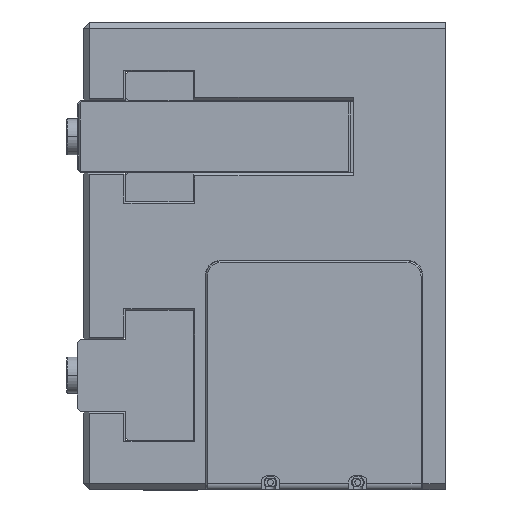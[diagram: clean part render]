
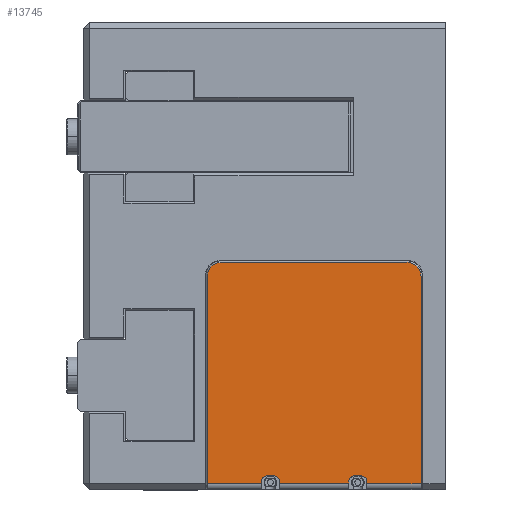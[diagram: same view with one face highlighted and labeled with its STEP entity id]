
A CAD part, left-side view. The second image highlights one B-rep face of the part: STEP entity #13745.
In plain terms, the highlighted face is planar.
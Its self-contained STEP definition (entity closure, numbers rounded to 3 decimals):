
#19 = AXIS2_PLACEMENT_3D ( 'NONE', #31381, #11955, #14445 ) ;
#51 = CIRCLE ( 'NONE', #1805, 2. ) ;
#179 = ORIENTED_EDGE ( 'NONE', *, *, #1261, .T. ) ;
#802 = CARTESIAN_POINT ( 'NONE',  ( 0., 0., 7. ) ) ;
#1236 = DIRECTION ( 'NONE',  ( 1., 0., 0. ) ) ;
#1261 = EDGE_CURVE ( 'NONE', #30454, #10266, #12032, .T. ) ;
#1479 = LINE ( 'NONE', #31292, #29390 ) ;
#1805 = AXIS2_PLACEMENT_3D ( 'NONE', #3072, #8077, #10547 ) ;
#1881 = CARTESIAN_POINT ( 'NONE',  ( -35.3, -11.5, 7. ) ) ;
#2061 = DIRECTION ( 'NONE',  ( 0., 0., 1. ) ) ;
#2284 = CARTESIAN_POINT ( 'NONE',  ( 32.7, 30.7, 7. ) ) ;
#3072 = CARTESIAN_POINT ( 'NONE',  ( -35.3, -15.5, 7. ) ) ;
#3086 = DIRECTION ( 'NONE',  ( 0., 0., -1. ) ) ;
#3171 = CARTESIAN_POINT ( 'NONE',  ( -35.9, 11.5, 7. ) ) ;
#3205 = EDGE_CURVE ( 'NONE', #26161, #18616, #23549, .T. ) ;
#3507 = VECTOR ( 'NONE', #27684, 1000. ) ;
#3530 = ORIENTED_EDGE ( 'NONE', *, *, #6293, .F. ) ;
#3994 = LINE ( 'NONE', #16337, #8280 ) ;
#4364 = LINE ( 'NONE', #14387, #23344 ) ;
#4439 = CIRCLE ( 'NONE', #19, 4.7 ) ;
#4568 = VERTEX_POINT ( 'NONE', #7558 ) ;
#4651 = CARTESIAN_POINT ( 'NONE',  ( 32.7, -35.4, 7. ) ) ;
#4838 = CARTESIAN_POINT ( 'NONE',  ( -35.9, -11.5, 7. ) ) ;
#5429 = CARTESIAN_POINT ( 'NONE',  ( -33.3, 13.5, 7. ) ) ;
#5436 = VERTEX_POINT ( 'NONE', #1881 ) ;
#5844 = DIRECTION ( 'NONE',  ( 0., 0., -1. ) ) ;
#6092 = DIRECTION ( 'NONE',  ( -1., 0., 0. ) ) ;
#6293 = EDGE_CURVE ( 'NONE', #5436, #17834, #15243, .T. ) ;
#6313 = DIRECTION ( 'NONE',  ( 0., 1., 0. ) ) ;
#6760 = ORIENTED_EDGE ( 'NONE', *, *, #23074, .T. ) ;
#7150 = DIRECTION ( 'NONE',  ( 0., 0., -1. ) ) ;
#7204 = CARTESIAN_POINT ( 'NONE',  ( -35.9, 17.5, 7. ) ) ;
#7558 = CARTESIAN_POINT ( 'NONE',  ( -33.3, -15.5, 7. ) ) ;
#7961 = AXIS2_PLACEMENT_3D ( 'NONE', #22816, #3086, #22907 ) ;
#8015 = EDGE_CURVE ( 'NONE', #4568, #14673, #18407, .T. ) ;
#8077 = DIRECTION ( 'NONE',  ( 0., 0., -1. ) ) ;
#8269 = VERTEX_POINT ( 'NONE', #22974 ) ;
#8280 = VECTOR ( 'NONE', #6313, 1000. ) ;
#8528 = DIRECTION ( 'NONE',  ( -1., 0., 0. ) ) ;
#8615 = VECTOR ( 'NONE', #30027, 1000. ) ;
#8634 = CARTESIAN_POINT ( 'NONE',  ( -33.3, -17.5, 7. ) ) ;
#8961 = AXIS2_PLACEMENT_3D ( 'NONE', #14565, #7150, #17489 ) ;
#9057 = VECTOR ( 'NONE', #1236, 1000. ) ;
#9218 = CARTESIAN_POINT ( 'NONE',  ( -35.9, -35.4, 7. ) ) ;
#9471 = DIRECTION ( 'NONE',  ( -1., 0., 0. ) ) ;
#9503 = CARTESIAN_POINT ( 'NONE',  ( -42.5, -11.5, 7. ) ) ;
#9641 = ORIENTED_EDGE ( 'NONE', *, *, #18718, .T. ) ;
#10007 = ORIENTED_EDGE ( 'NONE', *, *, #14651, .T. ) ;
#10021 = DIRECTION ( 'NONE',  ( 1., 0., 0. ) ) ;
#10113 = EDGE_CURVE ( 'NONE', #31576, #15596, #21511, .T. ) ;
#10262 = CARTESIAN_POINT ( 'NONE',  ( -33.3, 15.5, 7. ) ) ;
#10266 = VERTEX_POINT ( 'NONE', #25460 ) ;
#10547 = DIRECTION ( 'NONE',  ( -1., 0., 0. ) ) ;
#10622 = DIRECTION ( 'NONE',  ( -1., 0., 0. ) ) ;
#10667 = DIRECTION ( 'NONE',  ( 1., 0., 0. ) ) ;
#10745 = CARTESIAN_POINT ( 'NONE',  ( -35.9, 0., 7. ) ) ;
#11309 = DIRECTION ( 'NONE',  ( 0., -1., 0. ) ) ;
#11955 = DIRECTION ( 'NONE',  ( 0., 0., 1. ) ) ;
#12032 = CIRCLE ( 'NONE', #21988, 4.7 ) ;
#12196 = VECTOR ( 'NONE', #15763, 1000. ) ;
#12578 = VERTEX_POINT ( 'NONE', #10262 ) ;
#12860 = CARTESIAN_POINT ( 'NONE',  ( -42.5, 11.5, 7. ) ) ;
#12923 = ORIENTED_EDGE ( 'NONE', *, *, #17448, .T. ) ;
#13067 = VERTEX_POINT ( 'NONE', #7204 ) ;
#13096 = CARTESIAN_POINT ( 'NONE',  ( -42.5, -17.5, 7. ) ) ;
#13614 = CARTESIAN_POINT ( 'NONE',  ( -35.3, -17.5, 7. ) ) ;
#13646 = EDGE_CURVE ( 'NONE', #26161, #20909, #14035, .T. ) ;
#13681 = PLANE ( 'NONE',  #22440 ) ;
#13733 = ORIENTED_EDGE ( 'NONE', *, *, #14693, .T. ) ;
#13745 = ADVANCED_FACE ( 'NONE', ( #26352 ), #13681, .F. ) ;
#14035 = LINE ( 'NONE', #25543, #3507 ) ;
#14387 = CARTESIAN_POINT ( 'NONE',  ( -33.3, 17.5, 7. ) ) ;
#14445 = DIRECTION ( 'NONE',  ( -1., 0., 0. ) ) ;
#14565 = CARTESIAN_POINT ( 'NONE',  ( -35.3, -13.5, 7. ) ) ;
#14583 = VERTEX_POINT ( 'NONE', #5429 ) ;
#14651 = EDGE_CURVE ( 'NONE', #10266, #17093, #15941, .T. ) ;
#14673 = VERTEX_POINT ( 'NONE', #18597 ) ;
#14693 = EDGE_CURVE ( 'NONE', #17093, #13067, #1479, .T. ) ;
#15243 = LINE ( 'NONE', #9503, #8615 ) ;
#15547 = CARTESIAN_POINT ( 'NONE',  ( -35.3, 15.5, 7. ) ) ;
#15596 = VERTEX_POINT ( 'NONE', #27678 ) ;
#15763 = DIRECTION ( 'NONE',  ( 0., -1., 0. ) ) ;
#15869 = VECTOR ( 'NONE', #10667, 1000. ) ;
#15941 = LINE ( 'NONE', #25671, #29028 ) ;
#16080 = ORIENTED_EDGE ( 'NONE', *, *, #13646, .T. ) ;
#16337 = CARTESIAN_POINT ( 'NONE',  ( 37.4, 0., 7. ) ) ;
#16617 = ORIENTED_EDGE ( 'NONE', *, *, #8015, .F. ) ;
#16859 = VECTOR ( 'NONE', #18419, 1000. ) ;
#17093 = VERTEX_POINT ( 'NONE', #28973 ) ;
#17448 = EDGE_CURVE ( 'NONE', #14583, #15596, #19612, .T. ) ;
#17489 = DIRECTION ( 'NONE',  ( -1., 0., 0. ) ) ;
#17783 = EDGE_CURVE ( 'NONE', #28388, #8269, #4439, .T. ) ;
#17813 = ORIENTED_EDGE ( 'NONE', *, *, #27466, .T. ) ;
#17834 = VERTEX_POINT ( 'NONE', #4838 ) ;
#18407 = LINE ( 'NONE', #8634, #16859 ) ;
#18411 = CARTESIAN_POINT ( 'NONE',  ( -42.5, 17.5, 7. ) ) ;
#18419 = DIRECTION ( 'NONE',  ( 0., 1., 0. ) ) ;
#18597 = CARTESIAN_POINT ( 'NONE',  ( -33.3, -13.5, 7. ) ) ;
#18616 = VERTEX_POINT ( 'NONE', #13614 ) ;
#18718 = EDGE_CURVE ( 'NONE', #8269, #30454, #3994, .T. ) ;
#19019 = CARTESIAN_POINT ( 'NONE',  ( -35.9, -17.5, 7. ) ) ;
#19612 = CIRCLE ( 'NONE', #7961, 2. ) ;
#20146 = ORIENTED_EDGE ( 'NONE', *, *, #31700, .F. ) ;
#20174 = ORIENTED_EDGE ( 'NONE', *, *, #17783, .T. ) ;
#20791 = ORIENTED_EDGE ( 'NONE', *, *, #20815, .T. ) ;
#20815 = EDGE_CURVE ( 'NONE', #31576, #17834, #29145, .T. ) ;
#20909 = VERTEX_POINT ( 'NONE', #9218 ) ;
#21097 = ORIENTED_EDGE ( 'NONE', *, *, #23280, .T. ) ;
#21431 = ORIENTED_EDGE ( 'NONE', *, *, #27097, .T. ) ;
#21511 = LINE ( 'NONE', #12860, #22303 ) ;
#21988 = AXIS2_PLACEMENT_3D ( 'NONE', #2284, #2061, #9471 ) ;
#22230 = LINE ( 'NONE', #28642, #9057 ) ;
#22303 = VECTOR ( 'NONE', #10021, 1000. ) ;
#22440 = AXIS2_PLACEMENT_3D ( 'NONE', #802, #5844, #23598 ) ;
#22816 = CARTESIAN_POINT ( 'NONE',  ( -35.3, 13.5, 7. ) ) ;
#22839 = EDGE_LOOP ( 'NONE', ( #16080, #6760, #20174, #9641, #179, #10007, #13733, #28063, #21431, #20146, #12923, #27700, #20791, #3530, #17813, #16617, #21097, #22900 ) ) ;
#22900 = ORIENTED_EDGE ( 'NONE', *, *, #3205, .F. ) ;
#22907 = DIRECTION ( 'NONE',  ( -1., 0., 0. ) ) ;
#22974 = CARTESIAN_POINT ( 'NONE',  ( 37.4, -30.7, 7. ) ) ;
#23006 = LINE ( 'NONE', #18411, #26096 ) ;
#23074 = EDGE_CURVE ( 'NONE', #20909, #28388, #22230, .T. ) ;
#23280 = EDGE_CURVE ( 'NONE', #4568, #18616, #51, .T. ) ;
#23344 = VECTOR ( 'NONE', #31633, 1000. ) ;
#23430 = VERTEX_POINT ( 'NONE', #28799 ) ;
#23549 = LINE ( 'NONE', #13096, #15869 ) ;
#23598 = DIRECTION ( 'NONE',  ( -1., 0., 0. ) ) ;
#25460 = CARTESIAN_POINT ( 'NONE',  ( 32.7, 35.4, 7. ) ) ;
#25543 = CARTESIAN_POINT ( 'NONE',  ( -35.9, 0., 7. ) ) ;
#25671 = CARTESIAN_POINT ( 'NONE',  ( 0., 35.4, 7. ) ) ;
#25777 = CIRCLE ( 'NONE', #28833, 2. ) ;
#26096 = VECTOR ( 'NONE', #8528, 1000. ) ;
#26161 = VERTEX_POINT ( 'NONE', #19019 ) ;
#26352 = FACE_OUTER_BOUND ( 'NONE', #22839, .T. ) ;
#27097 = EDGE_CURVE ( 'NONE', #23430, #12578, #25777, .T. ) ;
#27466 = EDGE_CURVE ( 'NONE', #5436, #14673, #29994, .T. ) ;
#27678 = CARTESIAN_POINT ( 'NONE',  ( -35.3, 11.5, 7. ) ) ;
#27684 = DIRECTION ( 'NONE',  ( 0., -1., 0. ) ) ;
#27700 = ORIENTED_EDGE ( 'NONE', *, *, #10113, .F. ) ;
#28063 = ORIENTED_EDGE ( 'NONE', *, *, #30555, .F. ) ;
#28196 = CARTESIAN_POINT ( 'NONE',  ( 37.4, 30.7, 7. ) ) ;
#28388 = VERTEX_POINT ( 'NONE', #4651 ) ;
#28642 = CARTESIAN_POINT ( 'NONE',  ( 0., -35.4, 7. ) ) ;
#28799 = CARTESIAN_POINT ( 'NONE',  ( -35.3, 17.5, 7. ) ) ;
#28833 = AXIS2_PLACEMENT_3D ( 'NONE', #15547, #30309, #10622 ) ;
#28973 = CARTESIAN_POINT ( 'NONE',  ( -35.9, 35.4, 7. ) ) ;
#29028 = VECTOR ( 'NONE', #6092, 1000. ) ;
#29145 = LINE ( 'NONE', #10745, #12196 ) ;
#29390 = VECTOR ( 'NONE', #11309, 1000. ) ;
#29994 = CIRCLE ( 'NONE', #8961, 2. ) ;
#30027 = DIRECTION ( 'NONE',  ( -1., 0., 0. ) ) ;
#30309 = DIRECTION ( 'NONE',  ( 0., 0., -1. ) ) ;
#30454 = VERTEX_POINT ( 'NONE', #28196 ) ;
#30555 = EDGE_CURVE ( 'NONE', #23430, #13067, #23006, .T. ) ;
#31292 = CARTESIAN_POINT ( 'NONE',  ( -35.9, 0., 7. ) ) ;
#31381 = CARTESIAN_POINT ( 'NONE',  ( 32.7, -30.7, 7. ) ) ;
#31576 = VERTEX_POINT ( 'NONE', #3171 ) ;
#31633 = DIRECTION ( 'NONE',  ( 0., 1., 0. ) ) ;
#31700 = EDGE_CURVE ( 'NONE', #14583, #12578, #4364, .T. ) ;
